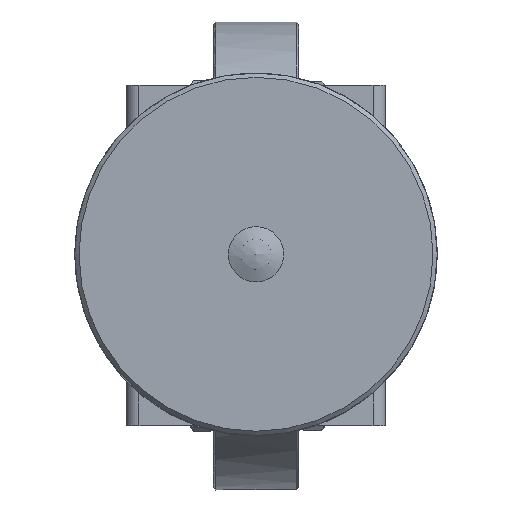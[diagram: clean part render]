
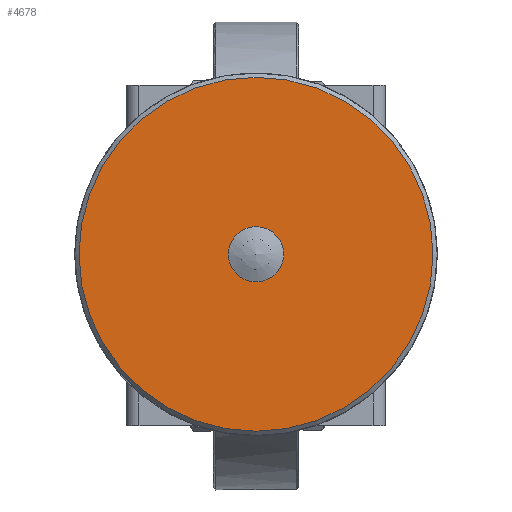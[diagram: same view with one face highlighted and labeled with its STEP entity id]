
A CAD part, top view. The second image highlights one B-rep face of the part: STEP entity #4678.
In plain terms, the highlighted planar face has unit normal (0, 0, 1).
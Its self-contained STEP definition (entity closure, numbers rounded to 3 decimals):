
#4431=CARTESIAN_POINT('',(0.456,-6.484,232.));
#4432=VERTEX_POINT('',#4431);
#4433=CARTESIAN_POINT('',(0.,0.,232.));
#4434=DIRECTION('',(0.0,0.0,-1.0));
#4435=DIRECTION('',(1.0,0.0,0.0));
#4436=AXIS2_PLACEMENT_3D('',#4433,#4434,#4435);
#4437=CIRCLE('',#4436,6.5);
#4438=EDGE_CURVE('',#4432,#4432,#4437,.T.);
#4644=CARTESIAN_POINT('',(14.217,-39.095,232.));
#4645=VERTEX_POINT('',#4644);
#4646=CARTESIAN_POINT('',(0.,0.,232.));
#4647=DIRECTION('',(0.,0.,-1.));
#4648=DIRECTION('',(-0.342,0.94,0.));
#4649=AXIS2_PLACEMENT_3D('',#4646,#4647,#4648);
#4650=CIRCLE('',#4649,41.6);
#4651=EDGE_CURVE('',#4645,#4645,#4650,.T.);
#4667=CARTESIAN_POINT('',(7.279,-20.017,232.));
#4668=DIRECTION('',(0.0,0.0,1.0));
#4669=DIRECTION('',(0.94,0.342,0.0));
#4670=AXIS2_PLACEMENT_3D('',#4667,#4668,#4669);
#4671=PLANE('',#4670);
#4672=ORIENTED_EDGE('',*,*,#4651,.F.);
#4673=EDGE_LOOP('',(#4672));
#4674=FACE_OUTER_BOUND('',#4673,.T.);
#4675=ORIENTED_EDGE('',*,*,#4438,.T.);
#4676=EDGE_LOOP('',(#4675));
#4677=FACE_BOUND('',#4676,.T.);
#4678=ADVANCED_FACE('',(#4674,#4677),#4671,.T.);
